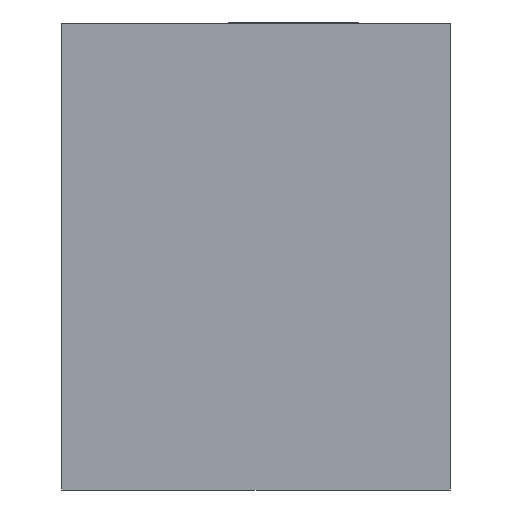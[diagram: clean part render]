
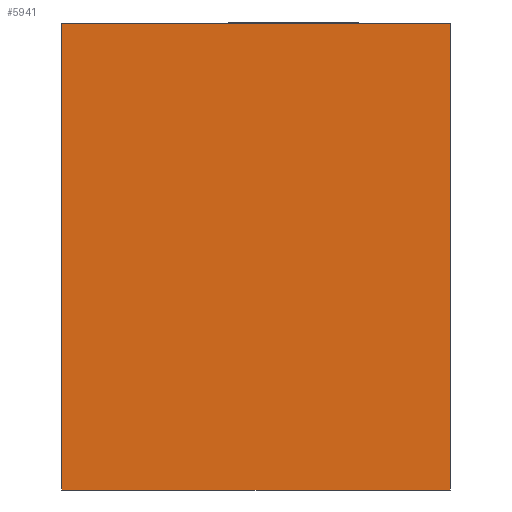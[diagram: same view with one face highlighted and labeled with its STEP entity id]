
A CAD part, front view. The second image highlights one B-rep face of the part: STEP entity #5941.
In plain terms, the highlighted planar face has unit normal (0, -1, 0).
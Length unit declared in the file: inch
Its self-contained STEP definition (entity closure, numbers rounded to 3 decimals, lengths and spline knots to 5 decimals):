
#556=PLANE('',#7107);
#857=FACE_OUTER_BOUND('',#1242,.T.);
#1242=EDGE_LOOP('',(#4349,#4350,#4351,#4352));
#1684=LINE('',#9813,#2246);
#1688=LINE('',#9822,#2250);
#1690=LINE('',#9825,#2252);
#1692=LINE('',#9828,#2254);
#2246=VECTOR('',#7836,0.3937);
#2250=VECTOR('',#7842,0.3937);
#2252=VECTOR('',#7846,0.3937);
#2254=VECTOR('',#7850,0.3937);
#3013=VERTEX_POINT('',#9807);
#3015=VERTEX_POINT('',#9811);
#3016=VERTEX_POINT('',#9815);
#3019=VERTEX_POINT('',#9820);
#3546=EDGE_CURVE('',#3015,#3013,#1684,.T.);
#3550=EDGE_CURVE('',#3019,#3016,#1688,.T.);
#3552=EDGE_CURVE('',#3016,#3015,#1690,.T.);
#3554=EDGE_CURVE('',#3013,#3019,#1692,.T.);
#4349=ORIENTED_EDGE('',*,*,#3546,.F.);
#4350=ORIENTED_EDGE('',*,*,#3552,.F.);
#4351=ORIENTED_EDGE('',*,*,#3550,.F.);
#4352=ORIENTED_EDGE('',*,*,#3554,.F.);
#5941=ADVANCED_FACE('',(#857),#556,.F.);
#7107=AXIS2_PLACEMENT_3D('',#9830,#7853,#7854);
#7836=DIRECTION('',(-1.,0.,0.));
#7842=DIRECTION('',(1.,0.,0.));
#7846=DIRECTION('',(0.,0.,-1.));
#7850=DIRECTION('',(0.,0.,1.));
#7853=DIRECTION('center_axis',(0.,1.,0.));
#7854=DIRECTION('ref_axis',(0.,0.,1.));
#9807=CARTESIAN_POINT('',(-61.45833,-49.75,-73.75));
#9811=CARTESIAN_POINT('',(61.45833,-49.75,-73.75));
#9813=CARTESIAN_POINT('',(61.45833,-49.75,-73.75));
#9815=CARTESIAN_POINT('',(61.45833,-49.75,73.75));
#9820=CARTESIAN_POINT('',(-61.45833,-49.75,73.75));
#9822=CARTESIAN_POINT('',(-61.45833,-49.75,73.75));
#9825=CARTESIAN_POINT('',(61.45833,-49.75,73.75));
#9828=CARTESIAN_POINT('',(-61.45833,-49.75,-73.75));
#9830=CARTESIAN_POINT('Origin',(0.,-49.75,0.));
